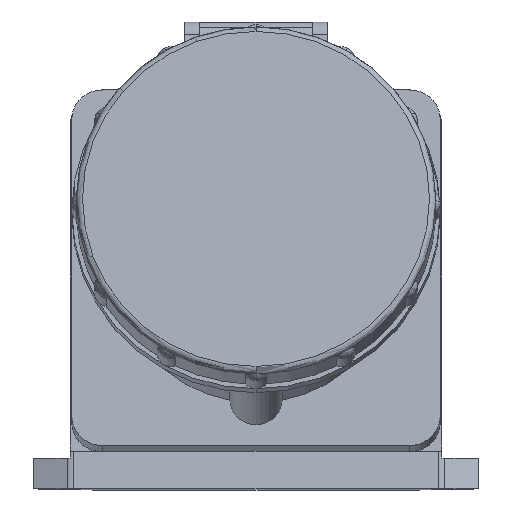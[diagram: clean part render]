
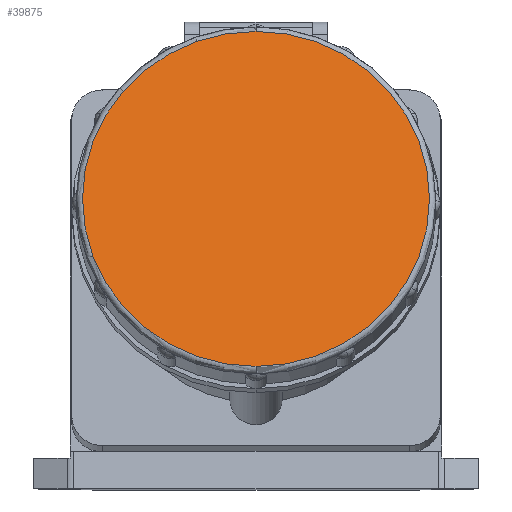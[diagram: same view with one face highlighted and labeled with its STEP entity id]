
A CAD part, top view. The second image highlights one B-rep face of the part: STEP entity #39875.
In plain terms, the highlighted planar face has unit normal (0, 0.259, 0.966).
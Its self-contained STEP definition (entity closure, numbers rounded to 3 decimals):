
#759 = VERTEX_POINT ( 'NONE', #20094 ) ;
#5160 = CARTESIAN_POINT ( 'NONE',  ( 0., 94.305, 66.871 ) ) ;
#5335 = ORIENTED_EDGE ( 'NONE', *, *, #5731, .T. ) ;
#5616 = CIRCLE ( 'NONE', #30221, 56.5 ) ;
#5731 = EDGE_CURVE ( 'NONE', #28583, #759, #5616, .T. ) ;
#9979 = EDGE_CURVE ( 'NONE', #759, #28583, #19190, .T. ) ;
#11429 = EDGE_LOOP ( 'NONE', ( #5335, #12364 ) ) ;
#12364 = ORIENTED_EDGE ( 'NONE', *, *, #9979, .T. ) ;
#14980 = DIRECTION ( 'NONE',  ( 0., 0.259, 0.966 ) ) ;
#16813 = CARTESIAN_POINT ( 'NONE',  ( 0., 39.73, 81.494 ) ) ;
#16947 = DIRECTION ( 'NONE',  ( 0., 0.259, 0.966 ) ) ;
#17614 = CARTESIAN_POINT ( 'NONE',  ( 0., 94.305, 66.871 ) ) ;
#19190 = CIRCLE ( 'NONE', #28147, 56.5 ) ;
#19490 = AXIS2_PLACEMENT_3D ( 'NONE', #5160, #14980, #37734 ) ;
#20094 = CARTESIAN_POINT ( 'NONE',  ( 0., 148.88, 52.247 ) ) ;
#20882 = DIRECTION ( 'NONE',  ( 0., -0.966, 0.259 ) ) ;
#23388 = FACE_OUTER_BOUND ( 'NONE', #11429, .T. ) ;
#27921 = PLANE ( 'NONE',  #19490 ) ;
#28147 = AXIS2_PLACEMENT_3D ( 'NONE', #36444, #16947, #39703 ) ;
#28583 = VERTEX_POINT ( 'NONE', #16813 ) ;
#30221 = AXIS2_PLACEMENT_3D ( 'NONE', #17614, #40366, #20882 ) ;
#36444 = CARTESIAN_POINT ( 'NONE',  ( 0., 94.305, 66.871 ) ) ;
#37734 = DIRECTION ( 'NONE',  ( 0., -0.966, 0.259 ) ) ;
#39703 = DIRECTION ( 'NONE',  ( 0., -0.966, 0.259 ) ) ;
#39875 = ADVANCED_FACE ( 'NONE', ( #23388 ), #27921, .T. ) ;
#40366 = DIRECTION ( 'NONE',  ( 0., 0.259, 0.966 ) ) ;
